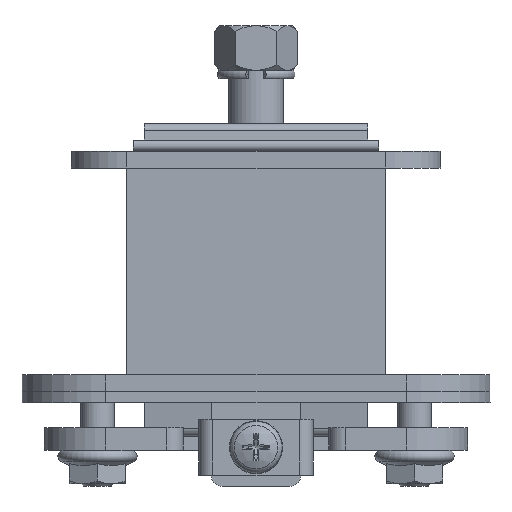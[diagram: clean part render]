
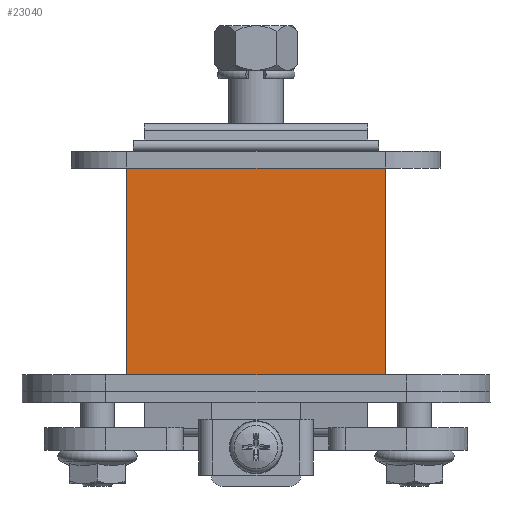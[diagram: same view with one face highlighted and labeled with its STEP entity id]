
A CAD part, front view. The second image highlights one B-rep face of the part: STEP entity #23040.
In plain terms, the highlighted planar face has unit normal (0, -1, 0).
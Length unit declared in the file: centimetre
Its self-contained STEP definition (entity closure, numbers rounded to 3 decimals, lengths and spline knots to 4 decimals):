
#3868=FACE_OUTER_BOUND('',#5301,.T.);
#5301=EDGE_LOOP('',(#20339,#20340,#20341,#20342));
#7045=LINE('',#39299,#8866);
#7120=LINE('',#39762,#8941);
#7126=LINE('',#39785,#8947);
#7127=LINE('',#39787,#8948);
#8866=VECTOR('',#31679,1.);
#8941=VECTOR('',#31954,1.);
#8947=VECTOR('',#31986,1.);
#8948=VECTOR('',#31989,1.);
#10820=VERTEX_POINT('',#39297);
#10821=VERTEX_POINT('',#39298);
#10907=VERTEX_POINT('',#39756);
#10909=VERTEX_POINT('',#39760);
#13950=EDGE_CURVE('',#10820,#10821,#7045,.T.);
#14089=EDGE_CURVE('',#10907,#10909,#7120,.T.);
#14099=EDGE_CURVE('',#10820,#10907,#7126,.T.);
#14100=EDGE_CURVE('',#10821,#10909,#7127,.T.);
#20339=ORIENTED_EDGE('',*,*,#13950,.F.);
#20340=ORIENTED_EDGE('',*,*,#14099,.T.);
#20341=ORIENTED_EDGE('',*,*,#14089,.T.);
#20342=ORIENTED_EDGE('',*,*,#14100,.F.);
#21724=PLANE('',#25463);
#23040=ADVANCED_FACE('',(#3868),#21724,.T.);
#25463=AXIS2_PLACEMENT_3D('',#39786,#31987,#31988);
#31679=DIRECTION('',(-1.,0.,0.));
#31954=DIRECTION('',(-1.,0.,0.));
#31986=DIRECTION('',(0.,0.,1.));
#31987=DIRECTION('center_axis',(0.,-1.,0.));
#31988=DIRECTION('ref_axis',(0.,0.,
-1.));
#31989=DIRECTION('',(0.,0.,1.));
#39297=CARTESIAN_POINT('',(2.31,-10.,-3.7));
#39298=CARTESIAN_POINT('',(-2.31,-10.,-3.7));
#39299=CARTESIAN_POINT('',(0.,-10.,-3.7));
#39756=CARTESIAN_POINT('',(2.31,-10.,0.));
#39760=CARTESIAN_POINT('',(-2.31,-10.,0.));
#39762=CARTESIAN_POINT('',(-7.72,-10.,0.));
#39785=CARTESIAN_POINT('',(2.31,-10.,-4.));
#39786=CARTESIAN_POINT('Origin',(1.52,-10.,-4.));
#39787=CARTESIAN_POINT('',(-2.31,-10.,-4.));
